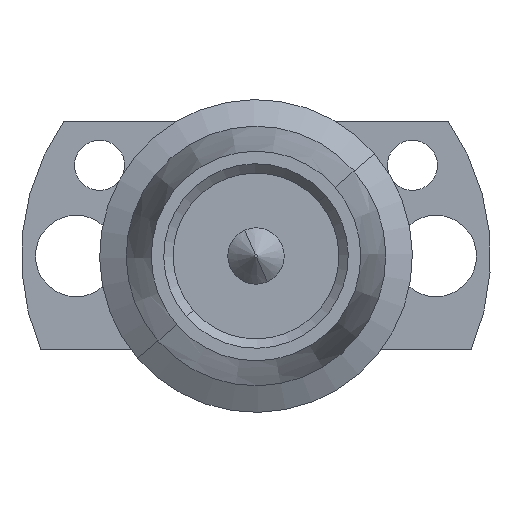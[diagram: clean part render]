
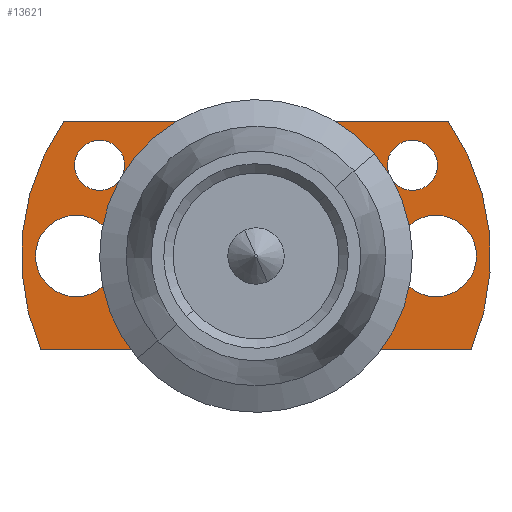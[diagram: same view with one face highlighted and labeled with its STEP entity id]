
A CAD part, left-side view. The second image highlights one B-rep face of the part: STEP entity #13621.
In plain terms, the highlighted planar face has unit normal (-1, 0, 0).
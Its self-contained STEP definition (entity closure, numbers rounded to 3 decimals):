
#111 = ORIENTED_EDGE ( 'NONE', *, *, #7915, .F. ) ;
#155 = EDGE_CURVE ( 'NONE', #8457, #8915, #6631, .T. ) ;
#231 = ORIENTED_EDGE ( 'NONE', *, *, #13786, .F. ) ;
#290 = EDGE_CURVE ( 'NONE', #12763, #7407, #1562, .T. ) ;
#339 = VECTOR ( 'NONE', #9990, 1000. ) ;
#344 = AXIS2_PLACEMENT_3D ( 'NONE', #1256, #12293, #4495 ) ;
#560 = DIRECTION ( 'NONE',  ( 0., 0., -1. ) ) ;
#578 = VERTEX_POINT ( 'NONE', #6060 ) ;
#624 = ORIENTED_EDGE ( 'NONE', *, *, #3459, .T. ) ;
#625 = EDGE_CURVE ( 'NONE', #6439, #2510, #7099, .T. ) ;
#654 = EDGE_LOOP ( 'NONE', ( #12073, #7249 ) ) ;
#673 = AXIS2_PLACEMENT_3D ( 'NONE', #3839, #3765, #11499 ) ;
#686 = EDGE_LOOP ( 'NONE', ( #7547, #3946 ) ) ;
#919 = AXIS2_PLACEMENT_3D ( 'NONE', #10418, #9332, #13889 ) ;
#1154 = EDGE_LOOP ( 'NONE', ( #111, #4736 ) ) ;
#1188 = DIRECTION ( 'NONE',  ( -1., 0., 0. ) ) ;
#1256 = CARTESIAN_POINT ( 'NONE',  ( 14.538, 2.1, 0. ) ) ;
#1401 = DIRECTION ( 'NONE',  ( -1., 0., 0. ) ) ;
#1405 = EDGE_CURVE ( 'NONE', #578, #6246, #1944, .T. ) ;
#1443 = CARTESIAN_POINT ( 'NONE',  ( 14.538, 5., 2.9 ) ) ;
#1547 = CARTESIAN_POINT ( 'NONE',  ( 14.538, -5.75, -1.3 ) ) ;
#1562 = CIRCLE ( 'NONE', #9649, 2.1 ) ;
#1579 = AXIS2_PLACEMENT_3D ( 'NONE', #6236, #9354, #560 ) ;
#1900 = DIRECTION ( 'NONE',  ( 0., 0., -1. ) ) ;
#1944 = CIRCLE ( 'NONE', #2188, 0.8 ) ;
#2188 = AXIS2_PLACEMENT_3D ( 'NONE', #8994, #13466, #3556 ) ;
#2388 = CARTESIAN_POINT ( 'NONE',  ( 14.538, 13.571, -3. ) ) ;
#2442 = CARTESIAN_POINT ( 'NONE',  ( 14.538, -5., 3.7 ) ) ;
#2460 = CARTESIAN_POINT ( 'NONE',  ( 14.538, -6.874, -3. ) ) ;
#2510 = VERTEX_POINT ( 'NONE', #13518 ) ;
#2595 = DIRECTION ( 'NONE',  ( 0., 0., -1. ) ) ;
#2722 = CIRCLE ( 'NONE', #14257, 7.5 ) ;
#3006 = EDGE_CURVE ( 'NONE', #2510, #6439, #9408, .T. ) ;
#3248 = ORIENTED_EDGE ( 'NONE', *, *, #155, .T. ) ;
#3352 = VERTEX_POINT ( 'NONE', #5089 ) ;
#3407 = FACE_BOUND ( 'NONE', #654, .T. ) ;
#3459 = EDGE_CURVE ( 'NONE', #6055, #8902, #2722, .T. ) ;
#3554 = ORIENTED_EDGE ( 'NONE', *, *, #11539, .T. ) ;
#3556 = DIRECTION ( 'NONE',  ( 0., 0., -1. ) ) ;
#3765 = DIRECTION ( 'NONE',  ( -1., 0., 0. ) ) ;
#3839 = CARTESIAN_POINT ( 'NONE',  ( 14.538, 5.75, 0. ) ) ;
#3946 = ORIENTED_EDGE ( 'NONE', *, *, #3006, .F. ) ;
#4013 = CARTESIAN_POINT ( 'NONE',  ( 14.538, 5.75, -1.3 ) ) ;
#4046 = CARTESIAN_POINT ( 'NONE',  ( 14.538, -5., 2.9 ) ) ;
#4311 = CIRCLE ( 'NONE', #12619, 2.1 ) ;
#4317 = DIRECTION ( 'NONE',  ( -1., 0., 0. ) ) ;
#4332 = DIRECTION ( 'NONE',  ( -1., 0., 0. ) ) ;
#4495 = DIRECTION ( 'NONE',  ( 0., 0., -1. ) ) ;
#4548 = AXIS2_PLACEMENT_3D ( 'NONE', #1443, #8068, #2595 ) ;
#4570 = CIRCLE ( 'NONE', #673, 1.3 ) ;
#4736 = ORIENTED_EDGE ( 'NONE', *, *, #6596, .F. ) ;
#4939 = VECTOR ( 'NONE', #9164, 1000. ) ;
#5047 = EDGE_CURVE ( 'NONE', #3352, #5637, #4570, .T. ) ;
#5089 = CARTESIAN_POINT ( 'NONE',  ( 14.538, 5.75, 1.3 ) ) ;
#5585 = CARTESIAN_POINT ( 'NONE',  ( 14.538, 13.571, 4.3 ) ) ;
#5637 = VERTEX_POINT ( 'NONE', #4013 ) ;
#5856 = DIRECTION ( 'NONE',  ( 0., 0., -1. ) ) ;
#6055 = VERTEX_POINT ( 'NONE', #7949 ) ;
#6060 = CARTESIAN_POINT ( 'NONE',  ( 14.538, -5., 2.1 ) ) ;
#6085 = AXIS2_PLACEMENT_3D ( 'NONE', #4046, #4332, #1900 ) ;
#6236 = CARTESIAN_POINT ( 'NONE',  ( 14.538, -5.75, 0. ) ) ;
#6246 = VERTEX_POINT ( 'NONE', #2442 ) ;
#6401 = AXIS2_PLACEMENT_3D ( 'NONE', #8467, #7234, #11643 ) ;
#6439 = VERTEX_POINT ( 'NONE', #11373 ) ;
#6519 = CARTESIAN_POINT ( 'NONE',  ( 14.538, 0., 0. ) ) ;
#6596 = EDGE_CURVE ( 'NONE', #13404, #8284, #7777, .T. ) ;
#6631 = CIRCLE ( 'NONE', #6401, 7.5 ) ;
#7016 = CARTESIAN_POINT ( 'NONE',  ( 14.538, -5.75, 0. ) ) ;
#7099 = CIRCLE ( 'NONE', #919, 0.8 ) ;
#7234 = DIRECTION ( 'NONE',  ( -1., 0., 0. ) ) ;
#7249 = ORIENTED_EDGE ( 'NONE', *, *, #290, .F. ) ;
#7360 = CARTESIAN_POINT ( 'NONE',  ( 14.538, 0., 2.1 ) ) ;
#7407 = VERTEX_POINT ( 'NONE', #7360 ) ;
#7504 = EDGE_CURVE ( 'NONE', #7407, #12763, #4311, .T. ) ;
#7547 = ORIENTED_EDGE ( 'NONE', *, *, #625, .F. ) ;
#7568 = ORIENTED_EDGE ( 'NONE', *, *, #5047, .F. ) ;
#7777 = CIRCLE ( 'NONE', #1579, 1.3 ) ;
#7818 = CIRCLE ( 'NONE', #12913, 1.3 ) ;
#7868 = PLANE ( 'NONE',  #344 ) ;
#7915 = EDGE_CURVE ( 'NONE', #8284, #13404, #7818, .T. ) ;
#7949 = CARTESIAN_POINT ( 'NONE',  ( 14.538, 6.145, 4.3 ) ) ;
#8019 = FACE_BOUND ( 'NONE', #13766, .T. ) ;
#8068 = DIRECTION ( 'NONE',  ( -1., 0., 0. ) ) ;
#8284 = VERTEX_POINT ( 'NONE', #8609 ) ;
#8455 = CARTESIAN_POINT ( 'NONE',  ( 14.538, 0., -2.1 ) ) ;
#8457 = VERTEX_POINT ( 'NONE', #2460 ) ;
#8467 = CARTESIAN_POINT ( 'NONE',  ( 14.538, 0., 0. ) ) ;
#8581 = CARTESIAN_POINT ( 'NONE',  ( 14.538, 5.75, 0. ) ) ;
#8609 = CARTESIAN_POINT ( 'NONE',  ( 14.538, -5.75, 1.3 ) ) ;
#8902 = VERTEX_POINT ( 'NONE', #9231 ) ;
#8915 = VERTEX_POINT ( 'NONE', #10385 ) ;
#8994 = CARTESIAN_POINT ( 'NONE',  ( 14.538, -5., 2.9 ) ) ;
#8999 = EDGE_CURVE ( 'NONE', #5637, #3352, #10150, .T. ) ;
#9164 = DIRECTION ( 'NONE',  ( 0., -1., 0. ) ) ;
#9227 = EDGE_LOOP ( 'NONE', ( #7568, #10958 ) ) ;
#9231 = CARTESIAN_POINT ( 'NONE',  ( 14.538, 6.874, -3. ) ) ;
#9332 = DIRECTION ( 'NONE',  ( -1., 0., 0. ) ) ;
#9354 = DIRECTION ( 'NONE',  ( -1., 0., 0. ) ) ;
#9408 = CIRCLE ( 'NONE', #4548, 0.8 ) ;
#9594 = DIRECTION ( 'NONE',  ( -1., 0., 0. ) ) ;
#9605 = DIRECTION ( 'NONE',  ( 0., 0., 1. ) ) ;
#9649 = AXIS2_PLACEMENT_3D ( 'NONE', #12283, #1188, #12209 ) ;
#9724 = DIRECTION ( 'NONE',  ( 0., 0., 1. ) ) ;
#9736 = ORIENTED_EDGE ( 'NONE', *, *, #13972, .T. ) ;
#9985 = FACE_BOUND ( 'NONE', #9227, .T. ) ;
#9990 = DIRECTION ( 'NONE',  ( 0., 1., 0. ) ) ;
#10150 = CIRCLE ( 'NONE', #11776, 1.3 ) ;
#10385 = CARTESIAN_POINT ( 'NONE',  ( 14.538, -6.145, 4.3 ) ) ;
#10418 = CARTESIAN_POINT ( 'NONE',  ( 14.538, 5., 2.9 ) ) ;
#10733 = DIRECTION ( 'NONE',  ( -1., 0., 0. ) ) ;
#10958 = ORIENTED_EDGE ( 'NONE', *, *, #8999, .F. ) ;
#11084 = LINE ( 'NONE', #5585, #339 ) ;
#11142 = EDGE_LOOP ( 'NONE', ( #9736, #3248, #3554, #624 ) ) ;
#11144 = FACE_OUTER_BOUND ( 'NONE', #11142, .T. ) ;
#11373 = CARTESIAN_POINT ( 'NONE',  ( 14.538, 5., 3.7 ) ) ;
#11399 = CIRCLE ( 'NONE', #6085, 0.8 ) ;
#11499 = DIRECTION ( 'NONE',  ( 0., 0., -1. ) ) ;
#11539 = EDGE_CURVE ( 'NONE', #8915, #6055, #11084, .T. ) ;
#11643 = DIRECTION ( 'NONE',  ( 0., 0., 1. ) ) ;
#11776 = AXIS2_PLACEMENT_3D ( 'NONE', #8581, #9594, #12835 ) ;
#11981 = CARTESIAN_POINT ( 'NONE',  ( 14.538, 0., 0. ) ) ;
#12073 = ORIENTED_EDGE ( 'NONE', *, *, #7504, .F. ) ;
#12209 = DIRECTION ( 'NONE',  ( 0., 0., 1. ) ) ;
#12218 = FACE_BOUND ( 'NONE', #686, .T. ) ;
#12274 = LINE ( 'NONE', #2388, #4939 ) ;
#12283 = CARTESIAN_POINT ( 'NONE',  ( 14.538, 0., 0. ) ) ;
#12293 = DIRECTION ( 'NONE',  ( 1., 0., 0. ) ) ;
#12437 = FACE_BOUND ( 'NONE', #1154, .T. ) ;
#12591 = ORIENTED_EDGE ( 'NONE', *, *, #1405, .F. ) ;
#12619 = AXIS2_PLACEMENT_3D ( 'NONE', #11981, #4317, #9605 ) ;
#12763 = VERTEX_POINT ( 'NONE', #8455 ) ;
#12835 = DIRECTION ( 'NONE',  ( 0., 0., -1. ) ) ;
#12913 = AXIS2_PLACEMENT_3D ( 'NONE', #7016, #1401, #5856 ) ;
#13404 = VERTEX_POINT ( 'NONE', #1547 ) ;
#13466 = DIRECTION ( 'NONE',  ( -1., 0., 0. ) ) ;
#13518 = CARTESIAN_POINT ( 'NONE',  ( 14.538, 5., 2.1 ) ) ;
#13621 = ADVANCED_FACE ( 'NONE', ( #8019, #12437, #12218, #9985, #11144, #3407 ), #7868, .F. ) ;
#13766 = EDGE_LOOP ( 'NONE', ( #231, #12591 ) ) ;
#13786 = EDGE_CURVE ( 'NONE', #6246, #578, #11399, .T. ) ;
#13889 = DIRECTION ( 'NONE',  ( 0., 0., -1. ) ) ;
#13972 = EDGE_CURVE ( 'NONE', #8902, #8457, #12274, .T. ) ;
#14257 = AXIS2_PLACEMENT_3D ( 'NONE', #6519, #10733, #9724 ) ;
